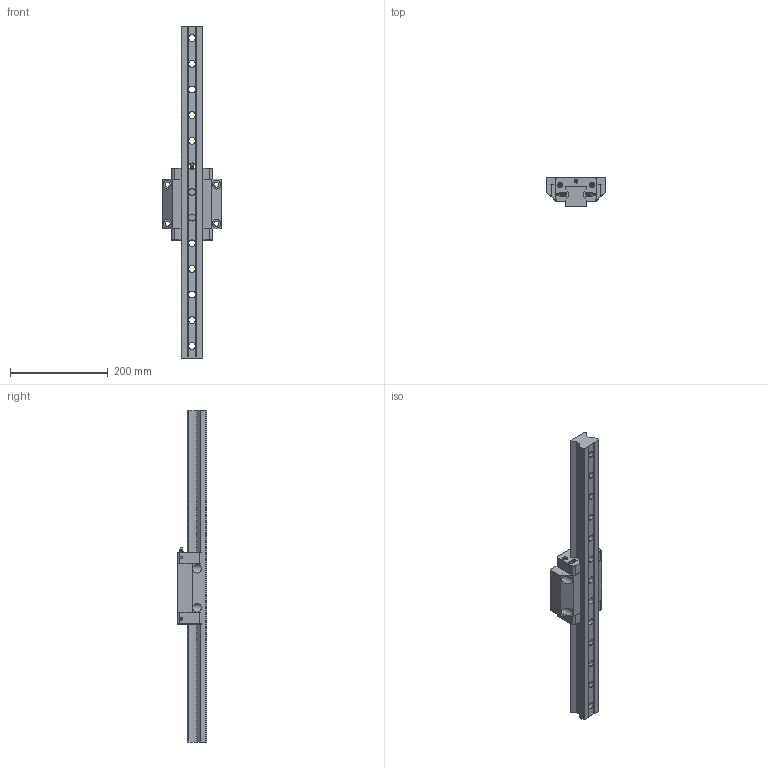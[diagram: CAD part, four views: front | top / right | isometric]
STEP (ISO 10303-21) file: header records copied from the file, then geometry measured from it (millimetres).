
FILE_DESCRIPTION (( 'STEP AP214' ), '1' );
FILE_NAME ('SBR 45 FL Assembly.STEP', '2020-07-17T02:18:38', ( 'Windows 餌辨濠' ), ( '' ), 'SwSTEP 2.0', 'SolidWorks 2013', '' );
FILE_SCHEMA (( 'AUTOMOTIVE_DESIGN' ));
Length unit declared in the file: millimetre
Products named in the file (8): SRBOLT-M3x25L_SS400^SBR 45 FL Assembly; SBR 45 E3N; STSSCW-M6x1P-6L-endtype_F_SM20C^SBR 45 FL Assembly; HSBOLT-M5x25L_SS400^SBR 45 FL Assembly; SBR 45 END PLATE ; SBR 45 FL BLOCK; SBR 45 FL RAIL; SBR 45 FL Assembly
Assembly tree (14 placements, depth 2):
  SBR 45 FL Assembly
    SBR 45 FL RAIL
    SBR 45 FL BLOCK
    SBR 45 END PLATE   x2
    HSBOLT-M5x25L_SS400^SBR 45 FL Assembly  x4
    STSSCW-M6x1P-6L-endtype_F_SM20C^SBR 45 FL Assembly
    SBR 45 E3N
    SRBOLT-M3x25L_SS400^SBR 45 FL Assembly  x4
Bounding box: 120 x 60 x 680 mm (x, y, z)
Volume: 1478470.4 mm3; surface area: 242668.5 mm2
Topology: 15 solids, 15 shells, 1332 faces, 3361 edges, 2164 vertices
Faces by surface type: plane 760, bspline 266, cylinder 198, cone 74, torus 22, sphere 12
Entity records: 29490 total; most frequent: CARTESIAN_POINT 11633, ORIENTED_EDGE 3644, DIRECTION 3117, EDGE_CURVE 1822, VECTOR 1207, LINE 1207, VERTEX_POINT 1189, AXIS2_PLACEMENT_3D 955
